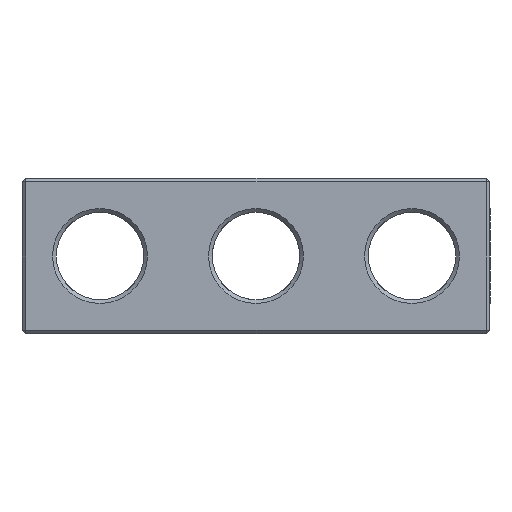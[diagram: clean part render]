
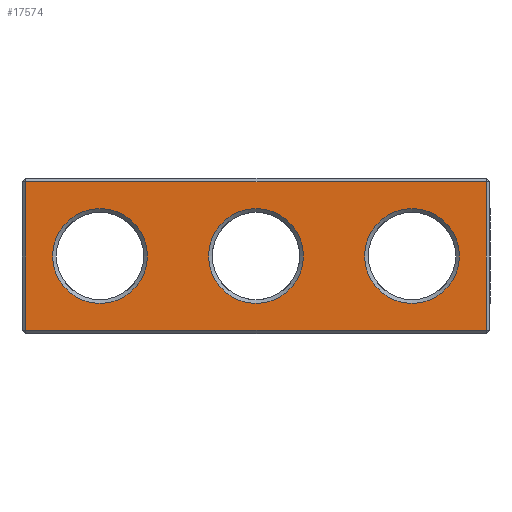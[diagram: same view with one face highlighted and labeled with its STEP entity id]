
A CAD part, front view. The second image highlights one B-rep face of the part: STEP entity #17574.
In plain terms, the highlighted planar face has unit normal (0, -1, 0).
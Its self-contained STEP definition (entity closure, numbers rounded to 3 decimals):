
#1743 = PLANE('',#1744);
#1744 = AXIS2_PLACEMENT_3D('',#1745,#1746,#1747);
#1745 = CARTESIAN_POINT('',(-18.75,-6.1,0.15));
#1746 = DIRECTION('',(0.,0.707,0.707));
#1747 = DIRECTION('',(1.,0.,0.));
#2402 = PLANE('',#2403);
#2403 = AXIS2_PLACEMENT_3D('',#2404,#2405,#2406);
#2404 = CARTESIAN_POINT('',(-18.75,-6.1,12.35));
#2405 = DIRECTION('',(0.,-0.707,0.707));
#2406 = DIRECTION('',(1.,0.,0.));
#6338 = PLANE('',#6339);
#6339 = AXIS2_PLACEMENT_3D('',#6340,#6341,#6342);
#6340 = CARTESIAN_POINT('',(-18.6,-6.1,0.));
#6341 = DIRECTION('',(-0.707,-0.707,0.));
#6342 = DIRECTION('',(0.,0.,1.));
#6700 = VERTEX_POINT('',#6701);
#6701 = CARTESIAN_POINT('',(-18.45,-6.25,0.3));
#6727 = EDGE_CURVE('',#6700,#6728,#6730,.T.);
#6728 = VERTEX_POINT('',#6729);
#6729 = CARTESIAN_POINT('',(18.45,-6.25,0.3));
#6730 = SURFACE_CURVE('',#6731,(#6735,#6742),.PCURVE_S1.);
#6731 = LINE('',#6732,#6733);
#6732 = CARTESIAN_POINT('',(-18.75,-6.25,0.3));
#6733 = VECTOR('',#6734,1.);
#6734 = DIRECTION('',(1.,0.,0.));
#6735 = PCURVE('',#1743,#6736);
#6736 = DEFINITIONAL_REPRESENTATION('',(#6737),#6741);
#6737 = LINE('',#6738,#6739);
#6738 = CARTESIAN_POINT('',(0.,-0.212));
#6739 = VECTOR('',#6740,1.);
#6740 = DIRECTION('',(1.,0.));
#6741 = ( GEOMETRIC_REPRESENTATION_CONTEXT(2) 
PARAMETRIC_REPRESENTATION_CONTEXT() REPRESENTATION_CONTEXT('2D SPACE',''
  ) );
#6742 = PCURVE('',#6743,#6748);
#6743 = PLANE('',#6744);
#6744 = AXIS2_PLACEMENT_3D('',#6745,#6746,#6747);
#6745 = CARTESIAN_POINT('',(-18.75,-6.25,0.));
#6746 = DIRECTION('',(0.,1.,0.));
#6747 = DIRECTION('',(1.,0.,0.));
#6748 = DEFINITIONAL_REPRESENTATION('',(#6749),#6753);
#6749 = LINE('',#6750,#6751);
#6750 = CARTESIAN_POINT('',(0.,-0.3));
#6751 = VECTOR('',#6752,1.);
#6752 = DIRECTION('',(1.,0.));
#6753 = ( GEOMETRIC_REPRESENTATION_CONTEXT(2) 
PARAMETRIC_REPRESENTATION_CONTEXT() REPRESENTATION_CONTEXT('2D SPACE',''
  ) );
#7847 = VERTEX_POINT('',#7848);
#7848 = CARTESIAN_POINT('',(-18.45,-6.25,12.2));
#7874 = EDGE_CURVE('',#7847,#7875,#7877,.T.);
#7875 = VERTEX_POINT('',#7876);
#7876 = CARTESIAN_POINT('',(18.45,-6.25,12.2));
#7877 = SURFACE_CURVE('',#7878,(#7882,#7889),.PCURVE_S1.);
#7878 = LINE('',#7879,#7880);
#7879 = CARTESIAN_POINT('',(-18.75,-6.25,12.2));
#7880 = VECTOR('',#7881,1.);
#7881 = DIRECTION('',(1.,0.,0.));
#7882 = PCURVE('',#2402,#7883);
#7883 = DEFINITIONAL_REPRESENTATION('',(#7884),#7888);
#7884 = LINE('',#7885,#7886);
#7885 = CARTESIAN_POINT('',(0.,-0.212));
#7886 = VECTOR('',#7887,1.);
#7887 = DIRECTION('',(1.,0.));
#7888 = ( GEOMETRIC_REPRESENTATION_CONTEXT(2) 
PARAMETRIC_REPRESENTATION_CONTEXT() REPRESENTATION_CONTEXT('2D SPACE',''
  ) );
#7889 = PCURVE('',#6743,#7890);
#7890 = DEFINITIONAL_REPRESENTATION('',(#7891),#7895);
#7891 = LINE('',#7892,#7893);
#7892 = CARTESIAN_POINT('',(0.,-12.2));
#7893 = VECTOR('',#7894,1.);
#7894 = DIRECTION('',(1.,0.));
#7895 = ( GEOMETRIC_REPRESENTATION_CONTEXT(2) 
PARAMETRIC_REPRESENTATION_CONTEXT() REPRESENTATION_CONTEXT('2D SPACE',''
  ) );
#16540 = EDGE_CURVE('',#6700,#7847,#16541,.T.);
#16541 = SURFACE_CURVE('',#16542,(#16546,#16553),.PCURVE_S1.);
#16542 = LINE('',#16543,#16544);
#16543 = CARTESIAN_POINT('',(-18.45,-6.25,0.));
#16544 = VECTOR('',#16545,1.);
#16545 = DIRECTION('',(0.,0.,1.));
#16546 = PCURVE('',#6338,#16547);
#16547 = DEFINITIONAL_REPRESENTATION('',(#16548),#16552);
#16548 = LINE('',#16549,#16550);
#16549 = CARTESIAN_POINT('',(0.,-0.212));
#16550 = VECTOR('',#16551,1.);
#16551 = DIRECTION('',(1.,0.));
#16552 = ( GEOMETRIC_REPRESENTATION_CONTEXT(2) 
PARAMETRIC_REPRESENTATION_CONTEXT() REPRESENTATION_CONTEXT('2D SPACE',''
  ) );
#16553 = PCURVE('',#6743,#16554);
#16554 = DEFINITIONAL_REPRESENTATION('',(#16555),#16559);
#16555 = LINE('',#16556,#16557);
#16556 = CARTESIAN_POINT('',(0.3,0.));
#16557 = VECTOR('',#16558,1.);
#16558 = DIRECTION('',(0.,-1.));
#16559 = ( GEOMETRIC_REPRESENTATION_CONTEXT(2) 
PARAMETRIC_REPRESENTATION_CONTEXT() REPRESENTATION_CONTEXT('2D SPACE',''
  ) );
#17574 = ADVANCED_FACE('',(#17575,#17606,#17637,#17668),#6743,.F.);
#17575 = FACE_BOUND('',#17576,.F.);
#17576 = EDGE_LOOP('',(#17577,#17578,#17579,#17605));
#17577 = ORIENTED_EDGE('',*,*,#16540,.T.);
#17578 = ORIENTED_EDGE('',*,*,#7874,.T.);
#17579 = ORIENTED_EDGE('',*,*,#17580,.F.);
#17580 = EDGE_CURVE('',#6728,#7875,#17581,.T.);
#17581 = SURFACE_CURVE('',#17582,(#17586,#17593),.PCURVE_S1.);
#17582 = LINE('',#17583,#17584);
#17583 = CARTESIAN_POINT('',(18.45,-6.25,0.));
#17584 = VECTOR('',#17585,1.);
#17585 = DIRECTION('',(0.,0.,1.));
#17586 = PCURVE('',#6743,#17587);
#17587 = DEFINITIONAL_REPRESENTATION('',(#17588),#17592);
#17588 = LINE('',#17589,#17590);
#17589 = CARTESIAN_POINT('',(37.2,0.));
#17590 = VECTOR('',#17591,1.);
#17591 = DIRECTION('',(0.,-1.));
#17592 = ( GEOMETRIC_REPRESENTATION_CONTEXT(2) 
PARAMETRIC_REPRESENTATION_CONTEXT() REPRESENTATION_CONTEXT('2D SPACE',''
  ) );
#17593 = PCURVE('',#17594,#17599);
#17594 = PLANE('',#17595);
#17595 = AXIS2_PLACEMENT_3D('',#17596,#17597,#17598);
#17596 = CARTESIAN_POINT('',(18.6,-6.1,0.));
#17597 = DIRECTION('',(0.707,-0.707,0.));
#17598 = DIRECTION('',(0.,0.,1.));
#17599 = DEFINITIONAL_REPRESENTATION('',(#17600),#17604);
#17600 = LINE('',#17601,#17602);
#17601 = CARTESIAN_POINT('',(0.,0.212));
#17602 = VECTOR('',#17603,1.);
#17603 = DIRECTION('',(1.,0.));
#17604 = ( GEOMETRIC_REPRESENTATION_CONTEXT(2) 
PARAMETRIC_REPRESENTATION_CONTEXT() REPRESENTATION_CONTEXT('2D SPACE',''
  ) );
#17605 = ORIENTED_EDGE('',*,*,#6727,.F.);
#17606 = FACE_BOUND('',#17607,.F.);
#17607 = EDGE_LOOP('',(#17608));
#17608 = ORIENTED_EDGE('',*,*,#17609,.F.);
#17609 = EDGE_CURVE('',#17610,#17610,#17612,.T.);
#17610 = VERTEX_POINT('',#17611);
#17611 = CARTESIAN_POINT('',(0.,-6.25,2.45));
#17612 = SURFACE_CURVE('',#17613,(#17618,#17625),.PCURVE_S1.);
#17613 = CIRCLE('',#17614,3.8);
#17614 = AXIS2_PLACEMENT_3D('',#17615,#17616,#17617);
#17615 = CARTESIAN_POINT('',(0.,-6.25,6.25));
#17616 = DIRECTION('',(0.,1.,0.));
#17617 = DIRECTION('',(0.,0.,-1.));
#17618 = PCURVE('',#6743,#17619);
#17619 = DEFINITIONAL_REPRESENTATION('',(#17620),#17624);
#17620 = CIRCLE('',#17621,3.8);
#17621 = AXIS2_PLACEMENT_2D('',#17622,#17623);
#17622 = CARTESIAN_POINT('',(18.75,-6.25));
#17623 = DIRECTION('',(0.,1.));
#17624 = ( GEOMETRIC_REPRESENTATION_CONTEXT(2) 
PARAMETRIC_REPRESENTATION_CONTEXT() REPRESENTATION_CONTEXT('2D SPACE',''
  ) );
#17625 = PCURVE('',#17626,#17631);
#17626 = CONICAL_SURFACE('',#17627,3.8,0.785);
#17627 = AXIS2_PLACEMENT_3D('',#17628,#17629,#17630);
#17628 = CARTESIAN_POINT('',(0.,-6.25,6.25));
#17629 = DIRECTION('',(0.,-1.,0.));
#17630 = DIRECTION('',(0.,0.,-1.));
#17631 = DEFINITIONAL_REPRESENTATION('',(#17632),#17636);
#17632 = LINE('',#17633,#17634);
#17633 = CARTESIAN_POINT('',(-0.,-0.));
#17634 = VECTOR('',#17635,1.);
#17635 = DIRECTION('',(-1.,-0.));
#17636 = ( GEOMETRIC_REPRESENTATION_CONTEXT(2) 
PARAMETRIC_REPRESENTATION_CONTEXT() REPRESENTATION_CONTEXT('2D SPACE',''
  ) );
#17637 = FACE_BOUND('',#17638,.F.);
#17638 = EDGE_LOOP('',(#17639));
#17639 = ORIENTED_EDGE('',*,*,#17640,.F.);
#17640 = EDGE_CURVE('',#17641,#17641,#17643,.T.);
#17641 = VERTEX_POINT('',#17642);
#17642 = CARTESIAN_POINT('',(-16.3,-6.25,6.25));
#17643 = SURFACE_CURVE('',#17644,(#17649,#17656),.PCURVE_S1.);
#17644 = CIRCLE('',#17645,3.8);
#17645 = AXIS2_PLACEMENT_3D('',#17646,#17647,#17648);
#17646 = CARTESIAN_POINT('',(-12.5,-6.25,6.25));
#17647 = DIRECTION('',(0.,1.,0.));
#17648 = DIRECTION('',(-1.,0.,0.));
#17649 = PCURVE('',#6743,#17650);
#17650 = DEFINITIONAL_REPRESENTATION('',(#17651),#17655);
#17651 = CIRCLE('',#17652,3.8);
#17652 = AXIS2_PLACEMENT_2D('',#17653,#17654);
#17653 = CARTESIAN_POINT('',(6.25,-6.25));
#17654 = DIRECTION('',(-1.,0.));
#17655 = ( GEOMETRIC_REPRESENTATION_CONTEXT(2) 
PARAMETRIC_REPRESENTATION_CONTEXT() REPRESENTATION_CONTEXT('2D SPACE',''
  ) );
#17656 = PCURVE('',#17657,#17662);
#17657 = CONICAL_SURFACE('',#17658,3.5,0.785);
#17658 = AXIS2_PLACEMENT_3D('',#17659,#17660,#17661);
#17659 = CARTESIAN_POINT('',(-12.5,-5.95,6.25));
#17660 = DIRECTION('',(0.,-1.,0.));
#17661 = DIRECTION('',(-1.,0.,0.));
#17662 = DEFINITIONAL_REPRESENTATION('',(#17663),#17667);
#17663 = LINE('',#17664,#17665);
#17664 = CARTESIAN_POINT('',(-0.,0.3));
#17665 = VECTOR('',#17666,1.);
#17666 = DIRECTION('',(-1.,0.));
#17667 = ( GEOMETRIC_REPRESENTATION_CONTEXT(2) 
PARAMETRIC_REPRESENTATION_CONTEXT() REPRESENTATION_CONTEXT('2D SPACE',''
  ) );
#17668 = FACE_BOUND('',#17669,.F.);
#17669 = EDGE_LOOP('',(#17670));
#17670 = ORIENTED_EDGE('',*,*,#17671,.T.);
#17671 = EDGE_CURVE('',#17672,#17672,#17674,.T.);
#17672 = VERTEX_POINT('',#17673);
#17673 = CARTESIAN_POINT('',(16.3,-6.25,6.25));
#17674 = SURFACE_CURVE('',#17675,(#17680,#17691),.PCURVE_S1.);
#17675 = CIRCLE('',#17676,3.8);
#17676 = AXIS2_PLACEMENT_3D('',#17677,#17678,#17679);
#17677 = CARTESIAN_POINT('',(12.5,-6.25,6.25));
#17678 = DIRECTION('',(0.,-1.,0.));
#17679 = DIRECTION('',(1.,0.,0.));
#17680 = PCURVE('',#6743,#17681);
#17681 = DEFINITIONAL_REPRESENTATION('',(#17682),#17690);
#17682 = ( BOUNDED_CURVE() B_SPLINE_CURVE(2,(#17683,#17684,#17685,#17686
    ,#17687,#17688,#17689),.UNSPECIFIED.,.T.,.F.) 
B_SPLINE_CURVE_WITH_KNOTS((1,2,2,2,2,1),(-2.094,0.,
    2.094,4.189,6.283,8.378),
.UNSPECIFIED.) CURVE() GEOMETRIC_REPRESENTATION_ITEM() 
RATIONAL_B_SPLINE_CURVE((1.,0.5,1.,0.5,1.,0.5,1.)) REPRESENTATION_ITEM(
  '') );
#17683 = CARTESIAN_POINT('',(35.05,-6.25));
#17684 = CARTESIAN_POINT('',(35.05,-12.832));
#17685 = CARTESIAN_POINT('',(29.35,-9.541));
#17686 = CARTESIAN_POINT('',(23.65,-6.25));
#17687 = CARTESIAN_POINT('',(29.35,-2.959));
#17688 = CARTESIAN_POINT('',(35.05,0.332));
#17689 = CARTESIAN_POINT('',(35.05,-6.25));
#17690 = ( GEOMETRIC_REPRESENTATION_CONTEXT(2) 
PARAMETRIC_REPRESENTATION_CONTEXT() REPRESENTATION_CONTEXT('2D SPACE',''
  ) );
#17691 = PCURVE('',#17692,#17697);
#17692 = CONICAL_SURFACE('',#17693,3.5,0.785);
#17693 = AXIS2_PLACEMENT_3D('',#17694,#17695,#17696);
#17694 = CARTESIAN_POINT('',(12.5,-5.95,6.25));
#17695 = DIRECTION('',(0.,-1.,0.));
#17696 = DIRECTION('',(1.,0.,0.));
#17697 = DEFINITIONAL_REPRESENTATION('',(#17698),#17702);
#17698 = LINE('',#17699,#17700);
#17699 = CARTESIAN_POINT('',(0.,0.3));
#17700 = VECTOR('',#17701,1.);
#17701 = DIRECTION('',(1.,0.));
#17702 = ( GEOMETRIC_REPRESENTATION_CONTEXT(2) 
PARAMETRIC_REPRESENTATION_CONTEXT() REPRESENTATION_CONTEXT('2D SPACE',''
  ) );
